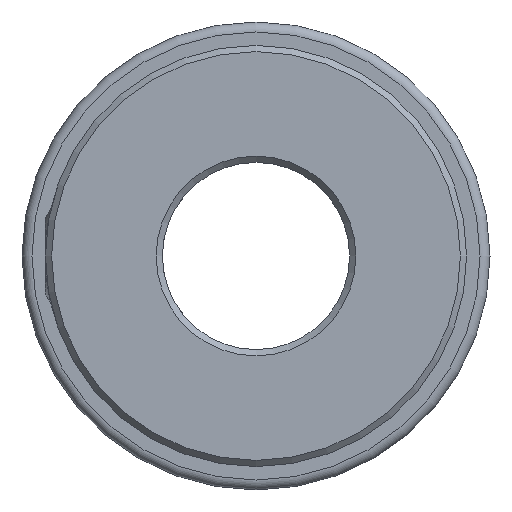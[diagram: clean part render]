
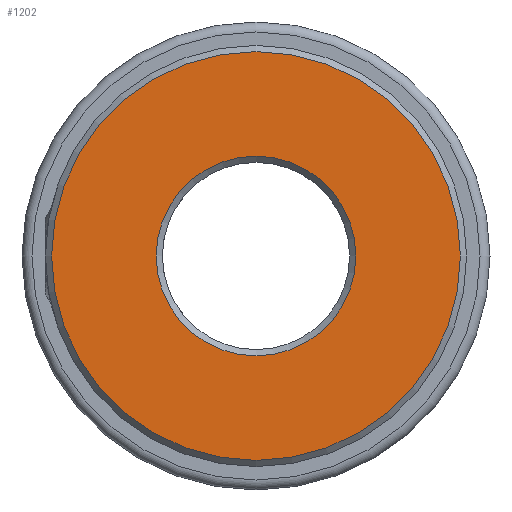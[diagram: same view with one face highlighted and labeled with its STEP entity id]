
A CAD part, left-side view. The second image highlights one B-rep face of the part: STEP entity #1202.
In plain terms, the highlighted planar face has unit normal (-1, 0, 0).
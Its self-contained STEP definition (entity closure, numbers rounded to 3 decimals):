
#134=PLANE('',#1329);
#218=ORIENTED_EDGE('',*,*,#478,.F.);
#219=ORIENTED_EDGE('',*,*,#479,.T.);
#478=EDGE_CURVE('',#606,#606,#718,.T.);
#479=EDGE_CURVE('',#607,#607,#719,.T.);
#606=VERTEX_POINT('',#2022);
#607=VERTEX_POINT('',#2024);
#718=CIRCLE('',#1330,6.55);
#719=CIRCLE('',#1331,3.2);
#808=EDGE_LOOP('',(#218));
#809=EDGE_LOOP('',(#219));
#1000=FACE_BOUND('',#808,.T.);
#1001=FACE_BOUND('',#809,.T.);
#1202=ADVANCED_FACE('',(#1000,#1001),#134,.F.);
#1329=AXIS2_PLACEMENT_3D('',#2020,#1539,#1540);
#1330=AXIS2_PLACEMENT_3D('',#2021,#1541,#1542);
#1331=AXIS2_PLACEMENT_3D('',#2023,#1543,#1544);
#1539=DIRECTION('',(1.,0.,0.));
#1540=DIRECTION('',(0.,0.,-1.));
#1541=DIRECTION('',(1.,0.,0.));
#1542=DIRECTION('',(0.,0.,-1.));
#1543=DIRECTION('',(1.,0.,0.));
#1544=DIRECTION('',(0.,0.,-1.));
#2020=CARTESIAN_POINT('',(0.,0.,0.));
#2021=CARTESIAN_POINT('',(0.,0.,0.));
#2022=CARTESIAN_POINT('',(0.,0.,-6.55));
#2023=CARTESIAN_POINT('',(0.,0.,0.));
#2024=CARTESIAN_POINT('',(0.,0.,-3.2));
